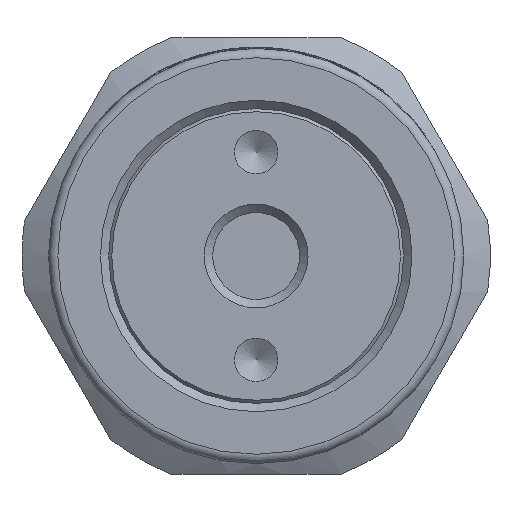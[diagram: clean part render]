
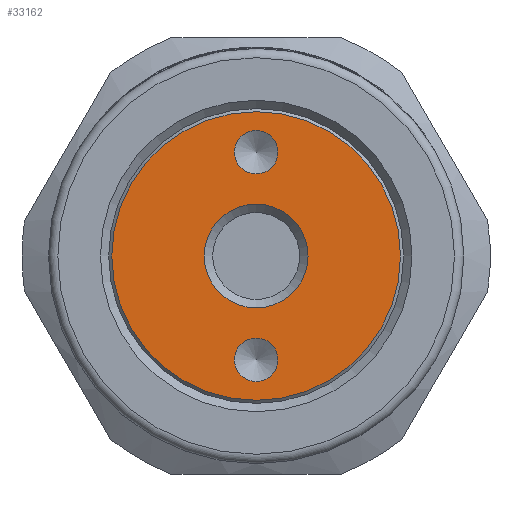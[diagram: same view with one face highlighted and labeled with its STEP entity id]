
A CAD part, left-side view. The second image highlights one B-rep face of the part: STEP entity #33162.
In plain terms, the highlighted planar face has unit normal (-1, 0, 0).
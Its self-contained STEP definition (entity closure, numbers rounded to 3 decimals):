
#33000=CARTESIAN_POINT('',(-80.5,0.,13.9));
#33001=VERTEX_POINT('',#33000);
#33002=CARTESIAN_POINT('',(-80.5,0.,0.));
#33003=DIRECTION('',(1.0,0.0,0.0));
#33004=DIRECTION('',(0.0,0.0,-1.0));
#33005=AXIS2_PLACEMENT_3D('',#33002,#33003,#33004);
#33006=CIRCLE('',#33005,13.9);
#33007=EDGE_CURVE('',#33001,#33001,#33006,.T.);
#33028=CARTESIAN_POINT('',(-80.5,0.,5.));
#33029=VERTEX_POINT('',#33028);
#33030=CARTESIAN_POINT('',(-80.5,0.,0.));
#33031=DIRECTION('',(1.0,0.0,0.0));
#33032=DIRECTION('',(0.0,0.0,1.0));
#33033=AXIS2_PLACEMENT_3D('',#33030,#33031,#33032);
#33034=CIRCLE('',#33033,5.);
#33035=EDGE_CURVE('',#33029,#33029,#33034,.T.);
#33093=CARTESIAN_POINT('',(-80.5,2.1,10.));
#33094=VERTEX_POINT('',#33093);
#33095=CARTESIAN_POINT('',(-80.5,0.,10.));
#33096=DIRECTION('',(1.0,0.0,0.0));
#33097=DIRECTION('',(0.0,1.0,0.0));
#33098=AXIS2_PLACEMENT_3D('',#33095,#33096,#33097);
#33099=CIRCLE('',#33098,2.1);
#33100=EDGE_CURVE('',#33094,#33094,#33099,.T.);
#33130=CARTESIAN_POINT('',(-80.5,-2.1,-10.));
#33131=VERTEX_POINT('',#33130);
#33132=CARTESIAN_POINT('',(-80.5,0.,-10.));
#33133=DIRECTION('',(1.0,0.0,0.0));
#33134=DIRECTION('',(0.0,-1.0,0.0));
#33135=AXIS2_PLACEMENT_3D('',#33132,#33133,#33134);
#33136=CIRCLE('',#33135,2.1);
#33137=EDGE_CURVE('',#33131,#33131,#33136,.T.);
#33145=CARTESIAN_POINT('',(-80.5,0.,7.5));
#33146=DIRECTION('',(-1.0,0.0,0.0));
#33147=DIRECTION('',(0.0,-1.0,0.0));
#33148=AXIS2_PLACEMENT_3D('',#33145,#33146,#33147);
#33149=PLANE('',#33148);
#33150=ORIENTED_EDGE('',*,*,#33007,.F.);
#33151=EDGE_LOOP('',(#33150));
#33152=FACE_OUTER_BOUND('',#33151,.T.);
#33153=ORIENTED_EDGE('',*,*,#33035,.T.);
#33154=EDGE_LOOP('',(#33153));
#33155=FACE_BOUND('',#33154,.T.);
#33156=ORIENTED_EDGE('',*,*,#33100,.T.);
#33157=EDGE_LOOP('',(#33156));
#33158=FACE_BOUND('',#33157,.T.);
#33159=ORIENTED_EDGE('',*,*,#33137,.T.);
#33160=EDGE_LOOP('',(#33159));
#33161=FACE_BOUND('',#33160,.T.);
#33162=ADVANCED_FACE('',(#33152,#33155,#33158,#33161),#33149,.T.);
